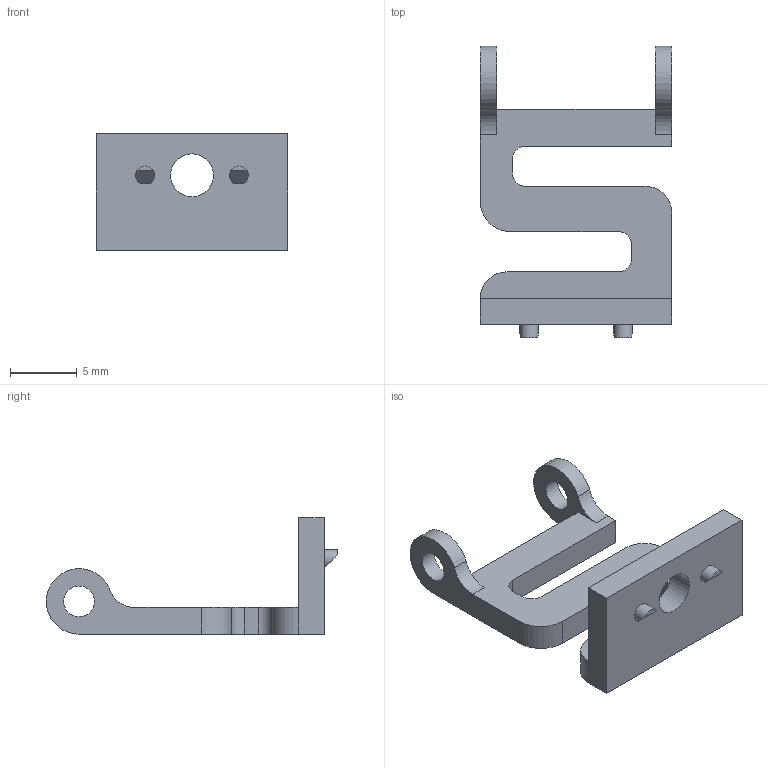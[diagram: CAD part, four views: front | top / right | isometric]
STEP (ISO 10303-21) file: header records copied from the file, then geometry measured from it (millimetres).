
FILE_DESCRIPTION(/* description */ ('HOOPS Exchange Step'),/* implementation_level */ '2;1');
FILE_NAME(/* name */ '',/* time_stamp */ '2025-05-11T11:10:40+03:00',/* author */ (''),/* organization */ (''),/* preprocessor_version */ 'ST-DEVELOPER v20.1',/* originating_system */ 'Autodesk Translation Framework v14.4.0.0',/* authorisation */ '');
FILE_SCHEMA (('AUTOMOTIVE_DESIGN { 1 0 10303 214 3 1 1 }'));
Length unit declared in the file: millimetre
Products named in the file (1): root
Bounding box: 14.3 x 21.75 x 8.7 mm (x, y, z)
Volume: 526.7 mm3; surface area: 859.1 mm2
Topology: 1 solids, 1 shells, 40 faces, 107 edges, 71 vertices
Faces by surface type: plane 24, cylinder 16
Full cylindrical faces by diameter (mm): 2.3 x2, 3.2 x1
Entity records: 1311 total; most frequent: DIRECTION 225, CARTESIAN_POINT 219, ORIENTED_EDGE 214, EDGE_CURVE 107, AXIS2_PLACEMENT_3D 77, LINE 71, VECTOR 71, VERTEX_POINT 71
